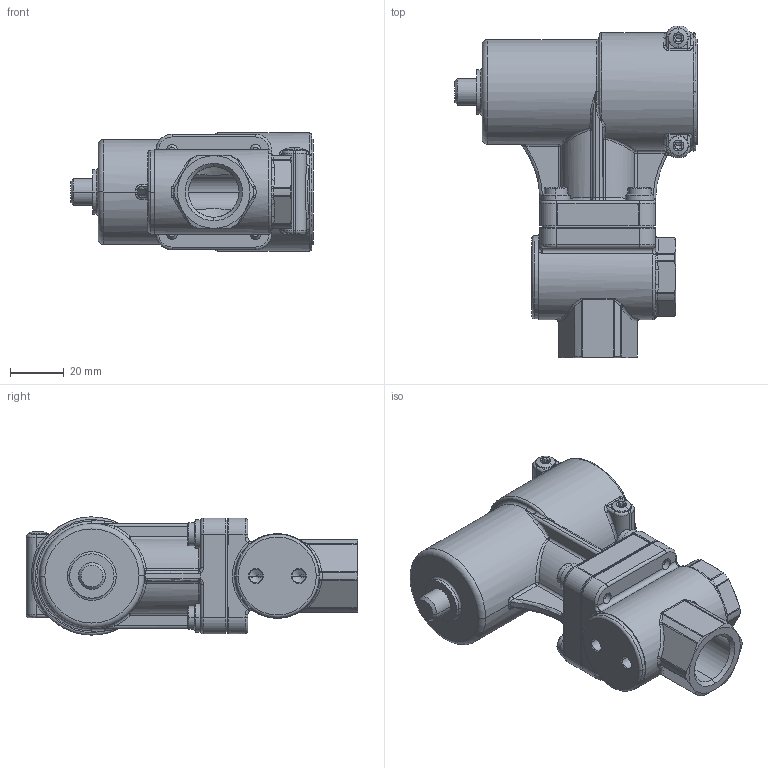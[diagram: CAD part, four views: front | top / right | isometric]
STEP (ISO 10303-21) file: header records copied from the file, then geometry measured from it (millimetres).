
FILE_DESCRIPTION((''),'2;1');
FILE_NAME('PKV-134-B81-1-2X_ASM','2013-06-17T',('avs330'),(''),'PRO/ENGINEER BY PARAMETRIC TECHNOLOGY CORPORATION, 2010430','PRO/ENGINEER BY PARAMETRIC TECHNOLOGY CORPORATION, 2010430','');
FILE_SCHEMA(('CONFIG_CONTROL_DESIGN'));
Length unit declared in the file: millimetre
Products named in the file (7): ANTRIEBS-GEH_SIGMA-BIBLIOTHEK; 501311_SICH_SCHR_INB_RIPP_M5X16; 501312_GEWINDEFURCH-SCHR_40X25; 626009B_XKV-130-080-1-20-04_ASM; 501323B_VENTILGEH_SIGMA1-2_3-2W; 501326B_VERSCHLUSSCHR_SIGMA-M28; PKV-134-B81-1-2X_ASM
Assembly tree (10 placements, depth 3):
  PKV-134-B81-1-2X_ASM
    626009B_XKV-130-080-1-20-04_ASM
      ANTRIEBS-GEH_SIGMA-BIBLIOTHEK
      501311_SICH_SCHR_INB_RIPP_M5X16  x4
      501312_GEWINDEFURCH-SCHR_40X25  x2
    501323B_VENTILGEH_SIGMA1-2_3-2W
    501326B_VERSCHLUSSCHR_SIGMA-M28
Bounding box: 90.2 x 123.5 x 44 mm (x, y, z)
Volume: 191334.9 mm3; surface area: 41563.7 mm2
Topology: 9 solids, 9 shells, 1885 faces, 4606 edges, 2738 vertices
Faces by surface type: plane 1025, cylinder 540, cone 123, bspline 89, torus 86, sphere 22
Entity records: 28644 total; most frequent: CARTESIAN_POINT 9495, ORIENTED_EDGE 4120, DIRECTION 3833, EDGE_CURVE 2060, AXIS2_PLACEMENT_3D 1554, VERTEX_POINT 1216, EDGE_LOOP 892, FACE_OUTER_BOUND 863
